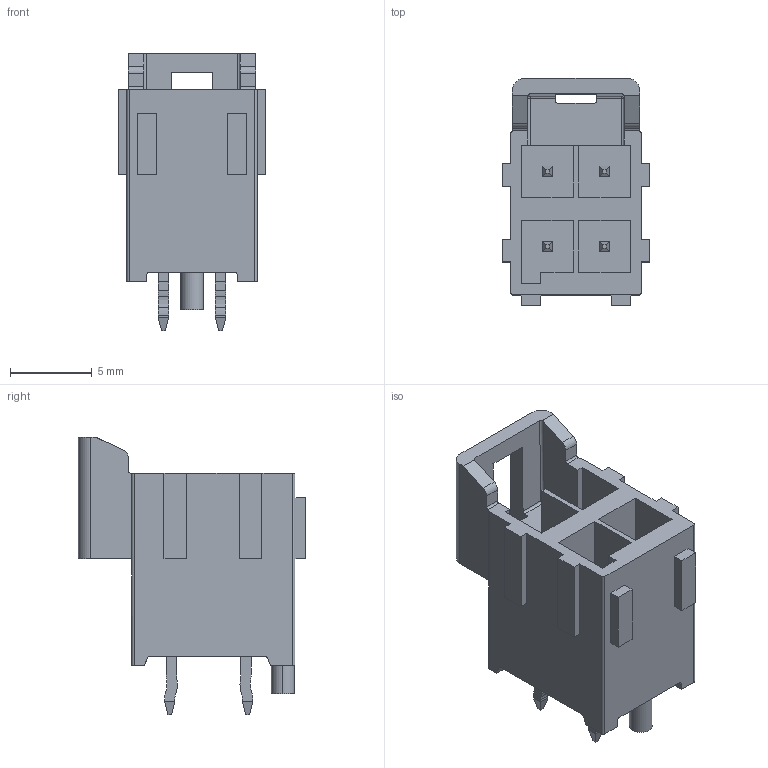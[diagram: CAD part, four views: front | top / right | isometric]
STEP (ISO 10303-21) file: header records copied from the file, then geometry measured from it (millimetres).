
FILE_DESCRIPTION((''),'2;1');
FILE_NAME('1722981104','2016-10-17T',('rlalsangi'),(''),'PRO/ENGINEER BY PARAMETRIC TECHNOLOGY CORPORATION, 2012310','PRO/ENGINEER BY PARAMETRIC TECHNOLOGY CORPORATION, 2012310','');
FILE_SCHEMA(('CONFIG_CONTROL_DESIGN'));
Length unit declared in the file: millimetre
Products named in the file (1): 1722981104
Bounding box: 9 x 13.91 x 17 mm (x, y, z)
Volume: 658.8 mm3; surface area: 1302.4 mm2
Topology: 1 solids, 1 shells, 272 faces, 745 edges, 488 vertices
Faces by surface type: plane 196, cylinder 74, sphere 2
Entity records: 8594 total; most frequent: CARTESIAN_POINT 1543, ORIENTED_EDGE 1468, DIRECTION 1429, EDGE_CURVE 734, VECTOR 583, LINE 583, VERTEX_POINT 476, AXIS2_PLACEMENT_3D 423
